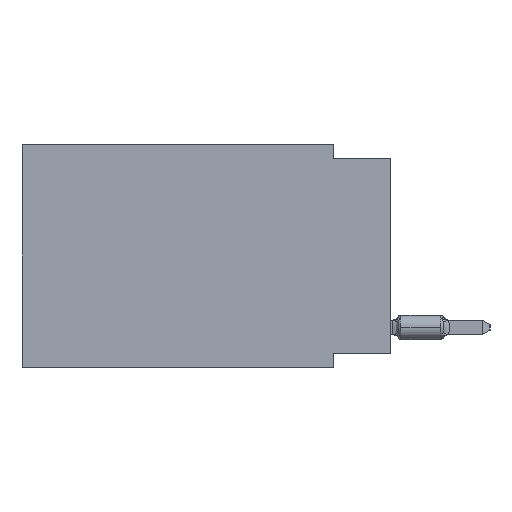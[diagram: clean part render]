
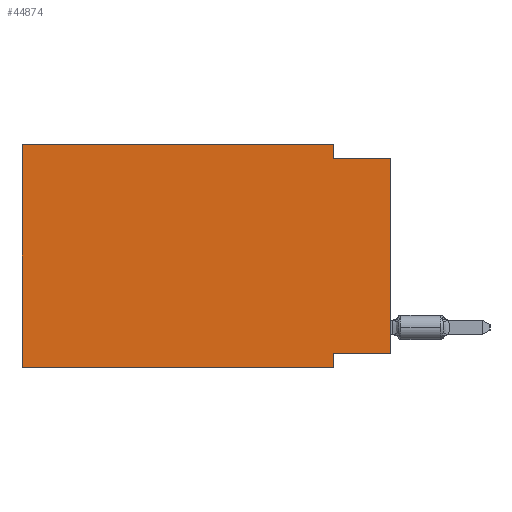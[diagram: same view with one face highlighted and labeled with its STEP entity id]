
A CAD part, left-side view. The second image highlights one B-rep face of the part: STEP entity #44874.
In plain terms, the highlighted planar face has unit normal (-1, 0, 0).
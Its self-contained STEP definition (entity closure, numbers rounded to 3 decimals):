
#1180 = DIRECTION ( 'NONE',  ( 0., -1., 0. ) ) ;
#1857 = CARTESIAN_POINT ( 'NONE',  ( 0., 16.383, -9.906 ) ) ;
#2011 = VECTOR ( 'NONE', #17115, 1000. ) ;
#2329 = ORIENTED_EDGE ( 'NONE', *, *, #75488, .F. ) ;
#2628 = LINE ( 'NONE', #15336, #47508 ) ;
#3481 = VERTEX_POINT ( 'NONE', #74491 ) ;
#3798 = CARTESIAN_POINT ( 'NONE',  ( 0., 16.383, -9.906 ) ) ;
#3997 = EDGE_LOOP ( 'NONE', ( #38660, #76027, #12872, #63507, #10910, #50210, #2329, #27539 ) ) ;
#5587 = VECTOR ( 'NONE', #77931, 1000. ) ;
#7167 = CARTESIAN_POINT ( 'NONE',  ( 0., 0., 0. ) ) ;
#7196 = PLANE ( 'NONE',  #12866 ) ;
#10910 = ORIENTED_EDGE ( 'NONE', *, *, #26295, .F. ) ;
#12637 = VECTOR ( 'NONE', #33822, 1000. ) ;
#12866 = AXIS2_PLACEMENT_3D ( 'NONE', #55663, #44128, #56454 ) ;
#12872 = ORIENTED_EDGE ( 'NONE', *, *, #61248, .F. ) ;
#14831 = CARTESIAN_POINT ( 'NONE',  ( 0., 2.54, -9.906 ) ) ;
#15162 = LINE ( 'NONE', #75139, #12637 ) ;
#15336 = CARTESIAN_POINT ( 'NONE',  ( 0., 2.54, -9.906 ) ) ;
#17115 = DIRECTION ( 'NONE',  ( 0., 0., -1. ) ) ;
#19136 = VERTEX_POINT ( 'NONE', #73320 ) ;
#19890 = DIRECTION ( 'NONE',  ( 0., 0., 1. ) ) ;
#21166 = CARTESIAN_POINT ( 'NONE',  ( 0., 2.54, 0. ) ) ;
#22778 = CARTESIAN_POINT ( 'NONE',  ( 0., 16.383, 0. ) ) ;
#25076 = FACE_OUTER_BOUND ( 'NONE', #3997, .T. ) ;
#25147 = EDGE_CURVE ( 'NONE', #59361, #19136, #28725, .T. ) ;
#26094 = DIRECTION ( 'NONE',  ( 0., -1., 0. ) ) ;
#26295 = EDGE_CURVE ( 'NONE', #43147, #68795, #49344, .T. ) ;
#27539 = ORIENTED_EDGE ( 'NONE', *, *, #55455, .F. ) ;
#28725 = LINE ( 'NONE', #41426, #5587 ) ;
#29037 = EDGE_CURVE ( 'NONE', #3481, #19136, #38156, .T. ) ;
#33822 = DIRECTION ( 'NONE',  ( 0., 1., 0. ) ) ;
#36637 = VERTEX_POINT ( 'NONE', #21166 ) ;
#37391 = VECTOR ( 'NONE', #1180, 1000. ) ;
#38156 = LINE ( 'NONE', #7167, #39067 ) ;
#38660 = ORIENTED_EDGE ( 'NONE', *, *, #29037, .T. ) ;
#39067 = VECTOR ( 'NONE', #19890, 1000. ) ;
#39295 = CARTESIAN_POINT ( 'NONE',  ( 0., 16.383, 0. ) ) ;
#39555 = DIRECTION ( 'NONE',  ( 0., 0., -1. ) ) ;
#41426 = CARTESIAN_POINT ( 'NONE',  ( 0., 0., -0.635 ) ) ;
#43147 = VERTEX_POINT ( 'NONE', #3798 ) ;
#43652 = VECTOR ( 'NONE', #26094, 1000. ) ;
#44128 = DIRECTION ( 'NONE',  ( 1., 0., 0. ) ) ;
#44874 = ADVANCED_FACE ( 'NONE', ( #25076 ), #7196, .F. ) ;
#44946 = CARTESIAN_POINT ( 'NONE',  ( 0., 2.54, -9.271 ) ) ;
#45341 = CARTESIAN_POINT ( 'NONE',  ( 0., 16.383, 0. ) ) ;
#45577 = VERTEX_POINT ( 'NONE', #14831 ) ;
#46323 = VECTOR ( 'NONE', #57280, 1000. ) ;
#46523 = LINE ( 'NONE', #58833, #2011 ) ;
#47508 = VECTOR ( 'NONE', #39555, 1000. ) ;
#48108 = EDGE_CURVE ( 'NONE', #43147, #45577, #56286, .T. ) ;
#49344 = LINE ( 'NONE', #45341, #46323 ) ;
#50210 = ORIENTED_EDGE ( 'NONE', *, *, #48108, .T. ) ;
#51822 = VERTEX_POINT ( 'NONE', #44946 ) ;
#55455 = EDGE_CURVE ( 'NONE', #3481, #51822, #15162, .T. ) ;
#55663 = CARTESIAN_POINT ( 'NONE',  ( 0., 16.383, 0. ) ) ;
#56286 = LINE ( 'NONE', #1857, #43652 ) ;
#56454 = DIRECTION ( 'NONE',  ( 0., 0., -1. ) ) ;
#57280 = DIRECTION ( 'NONE',  ( 0., 0., 1. ) ) ;
#58833 = CARTESIAN_POINT ( 'NONE',  ( 0., 2.54, 0. ) ) ;
#59361 = VERTEX_POINT ( 'NONE', #65882 ) ;
#61248 = EDGE_CURVE ( 'NONE', #36637, #59361, #46523, .T. ) ;
#61539 = EDGE_CURVE ( 'NONE', #68795, #36637, #69471, .T. ) ;
#63507 = ORIENTED_EDGE ( 'NONE', *, *, #61539, .F. ) ;
#65882 = CARTESIAN_POINT ( 'NONE',  ( 0., 2.54, -0.635 ) ) ;
#68795 = VERTEX_POINT ( 'NONE', #22778 ) ;
#69471 = LINE ( 'NONE', #39295, #37391 ) ;
#73320 = CARTESIAN_POINT ( 'NONE',  ( 0., 0., -0.635 ) ) ;
#74491 = CARTESIAN_POINT ( 'NONE',  ( 0., 0., -9.271 ) ) ;
#75139 = CARTESIAN_POINT ( 'NONE',  ( 0., 0., -9.271 ) ) ;
#75488 = EDGE_CURVE ( 'NONE', #51822, #45577, #2628, .T. ) ;
#76027 = ORIENTED_EDGE ( 'NONE', *, *, #25147, .F. ) ;
#77931 = DIRECTION ( 'NONE',  ( 0., -1., 0. ) ) ;
